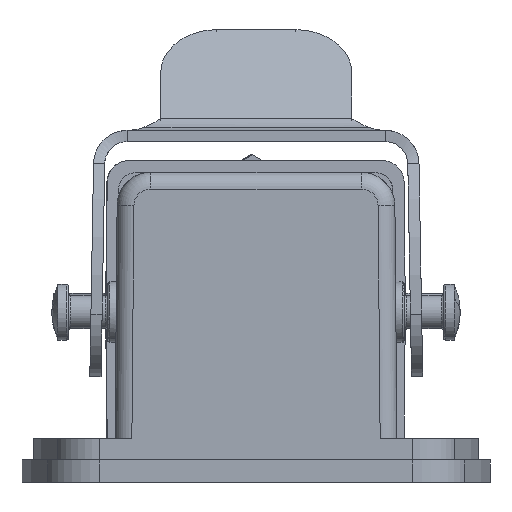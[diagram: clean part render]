
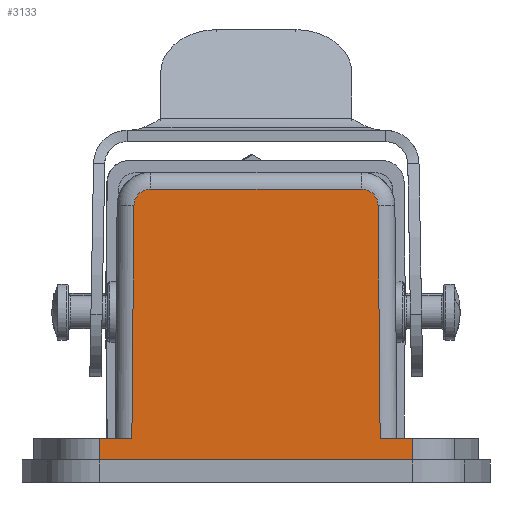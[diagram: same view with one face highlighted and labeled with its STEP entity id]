
A CAD part, left-side view. The second image highlights one B-rep face of the part: STEP entity #3133.
In plain terms, the highlighted planar face has unit normal (-1, 0, 0).
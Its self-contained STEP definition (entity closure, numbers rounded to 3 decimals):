
#2942=AXIS2_PLACEMENT_3D('Circle Axis2P3D',#2940,#2941,$) ;
#3043=AXIS2_PLACEMENT_3D('Circle Axis2P3D',#3041,#3042,$) ;
#3056=AXIS2_PLACEMENT_3D('Plane Axis2P3D',#3053,#3054,#3055) ;
#1743=CARTESIAN_POINT('Vertex',(1.,30.408,26.2)) ;
#1746=CARTESIAN_POINT('Line Origine',(1.,21.,26.2)) ;
#1750=CARTESIAN_POINT('Vertex',(1.,11.592,26.2)) ;
#2940=CARTESIAN_POINT('Axis2P3D Location',(1.,11.592,24.7)) ;
#2944=CARTESIAN_POINT('Vertex',(1.,10.092,24.713)) ;
#3038=CARTESIAN_POINT('Vertex',(1.,31.908,24.713)) ;
#3041=CARTESIAN_POINT('Axis2P3D Location',(1.,30.408,24.7)) ;
#3053=CARTESIAN_POINT('Axis2P3D Location',(1.,21.,15.2)) ;
#3058=CARTESIAN_POINT('Line Origine',(1.,21.,2.)) ;
#3062=CARTESIAN_POINT('Vertex',(1.,7.,2.)) ;
#3064=CARTESIAN_POINT('Vertex',(1.,35.,2.)) ;
#3067=CARTESIAN_POINT('Line Origine',(1.,7.,2.95)) ;
#3071=CARTESIAN_POINT('Vertex',(1.,7.,3.9)) ;
#3074=CARTESIAN_POINT('Line Origine',(1.,7.705,3.9)) ;
#3078=CARTESIAN_POINT('Vertex',(1.,8.41,3.9)) ;
#3081=CARTESIAN_POINT('Line Origine',(1.,9.161,3.9)) ;
#3085=CARTESIAN_POINT('Vertex',(1.,9.911,3.9)) ;
#3088=CARTESIAN_POINT('Line Origine',(1.,10.001,14.307)) ;
#3093=CARTESIAN_POINT('Line Origine',(1.,31.999,14.307)) ;
#3097=CARTESIAN_POINT('Vertex',(1.,32.089,3.9)) ;
#3100=CARTESIAN_POINT('Line Origine',(1.,32.839,3.9)) ;
#3104=CARTESIAN_POINT('Vertex',(1.,33.59,3.9)) ;
#3107=CARTESIAN_POINT('Line Origine',(1.,34.295,3.9)) ;
#3111=CARTESIAN_POINT('Vertex',(1.,35.,3.9)) ;
#3114=CARTESIAN_POINT('Line Origine',(1.,35.,2.95)) ;
#1747=DIRECTION('Vector Direction',(0.,1.,0.)) ;
#2941=DIRECTION('Axis2P3D Direction',(1.,0.,0.)) ;
#3042=DIRECTION('Axis2P3D Direction',(1.,0.,0.)) ;
#3054=DIRECTION('Axis2P3D Direction',(1.,0.,0.)) ;
#3055=DIRECTION('Axis2P3D XDirection',(0.,1.,0.)) ;
#3059=DIRECTION('Vector Direction',(0.,-1.,0.)) ;
#3068=DIRECTION('Vector Direction',(0.,0.,-1.)) ;
#3075=DIRECTION('Vector Direction',(0.,-1.,0.)) ;
#3082=DIRECTION('Vector Direction',(0.,1.,0.)) ;
#3089=DIRECTION('Vector Direction',(0.,-0.009,-1.)) ;
#3094=DIRECTION('Vector Direction',(0.,-0.009,1.)) ;
#3101=DIRECTION('Vector Direction',(0.,1.,0.)) ;
#3108=DIRECTION('Vector Direction',(0.,-1.,0.)) ;
#3115=DIRECTION('Vector Direction',(0.,0.,-1.)) ;
#1748=VECTOR('Line Direction',#1747,1.) ;
#3060=VECTOR('Line Direction',#3059,1.) ;
#3069=VECTOR('Line Direction',#3068,1.) ;
#3076=VECTOR('Line Direction',#3075,1.) ;
#3083=VECTOR('Line Direction',#3082,1.) ;
#3090=VECTOR('Line Direction',#3089,1.) ;
#3095=VECTOR('Line Direction',#3094,1.) ;
#3102=VECTOR('Line Direction',#3101,1.) ;
#3109=VECTOR('Line Direction',#3108,1.) ;
#3116=VECTOR('Line Direction',#3115,1.) ;
#3120=ORIENTED_EDGE('',*,*,#3066,.F.) ;
#3121=ORIENTED_EDGE('',*,*,#3073,.F.) ;
#3122=ORIENTED_EDGE('',*,*,#3080,.T.) ;
#3123=ORIENTED_EDGE('',*,*,#3087,.F.) ;
#3124=ORIENTED_EDGE('',*,*,#3092,.F.) ;
#3125=ORIENTED_EDGE('',*,*,#2946,.F.) ;
#3126=ORIENTED_EDGE('',*,*,#1752,.F.) ;
#3127=ORIENTED_EDGE('',*,*,#3045,.F.) ;
#3128=ORIENTED_EDGE('',*,*,#3099,.F.) ;
#3129=ORIENTED_EDGE('',*,*,#3106,.F.) ;
#3130=ORIENTED_EDGE('',*,*,#3113,.T.) ;
#3131=ORIENTED_EDGE('',*,*,#3118,.T.) ;
#3133=ADVANCED_FACE('Hauptk\X2\00F6\X0\rper.1',(#3132),#3057,.F.) ;
#2943=CIRCLE('generated circle',#2942,1.5) ;
#3044=CIRCLE('generated circle',#3043,1.5) ;
#1752=EDGE_CURVE('',#1744,#1751,#1749,.F.) ;
#2946=EDGE_CURVE('',#1751,#2945,#2943,.T.) ;
#3045=EDGE_CURVE('',#3039,#1744,#3044,.T.) ;
#3066=EDGE_CURVE('',#3063,#3065,#3061,.F.) ;
#3073=EDGE_CURVE('',#3072,#3063,#3070,.T.) ;
#3080=EDGE_CURVE('',#3072,#3079,#3077,.F.) ;
#3087=EDGE_CURVE('',#3086,#3079,#3084,.F.) ;
#3092=EDGE_CURVE('',#2945,#3086,#3091,.T.) ;
#3099=EDGE_CURVE('',#3098,#3039,#3096,.T.) ;
#3106=EDGE_CURVE('',#3105,#3098,#3103,.F.) ;
#3113=EDGE_CURVE('',#3105,#3112,#3110,.F.) ;
#3118=EDGE_CURVE('',#3112,#3065,#3117,.T.) ;
#3119=EDGE_LOOP('',(#3120,#3121,#3122,#3123,#3124,#3125,#3126,#3127,#3128,#3129,#3130,#3131)) ;
#3132=FACE_OUTER_BOUND('',#3119,.T.) ;
#1749=LINE('Line',#1746,#1748) ;
#3061=LINE('Line',#3058,#3060) ;
#3070=LINE('Line',#3067,#3069) ;
#3077=LINE('Line',#3074,#3076) ;
#3084=LINE('Line',#3081,#3083) ;
#3091=LINE('Line',#3088,#3090) ;
#3096=LINE('Line',#3093,#3095) ;
#3103=LINE('Line',#3100,#3102) ;
#3110=LINE('Line',#3107,#3109) ;
#3117=LINE('Line',#3114,#3116) ;
#3057=PLANE('',#3056) ;
#1744=VERTEX_POINT('',#1743) ;
#1751=VERTEX_POINT('',#1750) ;
#2945=VERTEX_POINT('',#2944) ;
#3039=VERTEX_POINT('',#3038) ;
#3063=VERTEX_POINT('',#3062) ;
#3065=VERTEX_POINT('',#3064) ;
#3072=VERTEX_POINT('',#3071) ;
#3079=VERTEX_POINT('',#3078) ;
#3086=VERTEX_POINT('',#3085) ;
#3098=VERTEX_POINT('',#3097) ;
#3105=VERTEX_POINT('',#3104) ;
#3112=VERTEX_POINT('',#3111) ;
